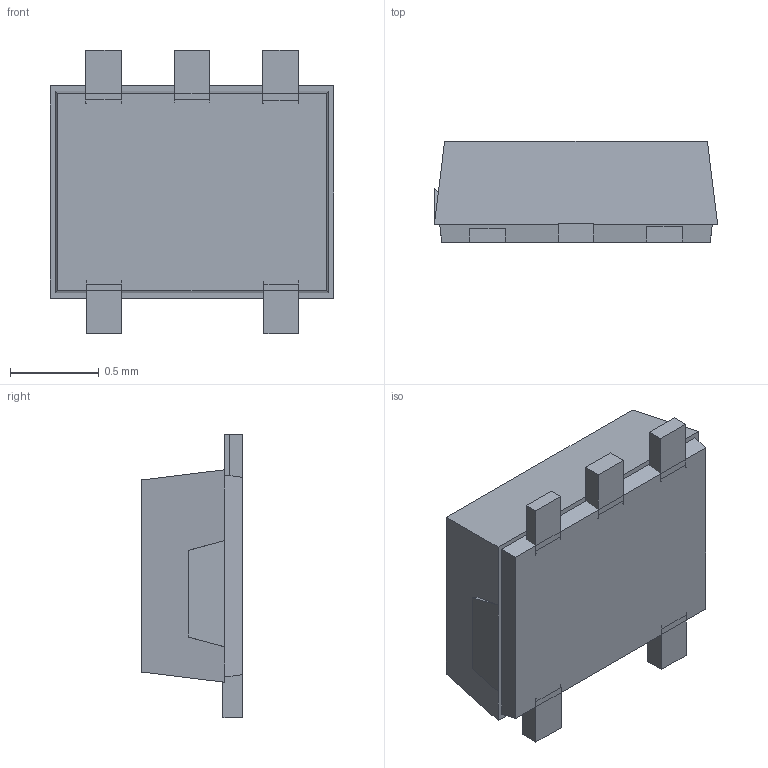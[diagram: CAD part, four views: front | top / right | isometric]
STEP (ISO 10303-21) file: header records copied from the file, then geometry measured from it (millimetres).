
FILE_DESCRIPTION (( '3D model for products with SOT665 package' ), '1' );
FILE_NAME ('SOT665.step', '2018-12-19T03:29:20', ( 'Nexperia' ), ( 'Nexperia' ), 'SwSTEP 2.0', '', '' );
FILE_SCHEMA (( 'AUTOMOTIVE_DESIGN' ));
Length unit declared in the file: millimetre
Products named in the file (4): SOT665 upper mold body; SOT665 LF; SOT665 Lower mold body; SOT665 step
Assembly tree (3 placements, depth 2):
  SOT665 step
    SOT665 Lower mold body
    SOT665 LF
    SOT665 upper mold body
Bounding box: 1.6 x 0.57 x 1.6 mm (x, y, z)
Volume: 1 mm3; surface area: 11.7 mm2
Topology: 7 solids, 7 shells, 117 faces, 293 edges, 193 vertices
Faces by surface type: plane 78, cylinder 39
Entity records: 4432 total; most frequent: CARTESIAN_POINT 896, ORIENTED_EDGE 586, DIRECTION 580, EDGE_CURVE 293, VECTOR 206, LINE 206, VERTEX_POINT 193, AXIS2_PLACEMENT_3D 187
